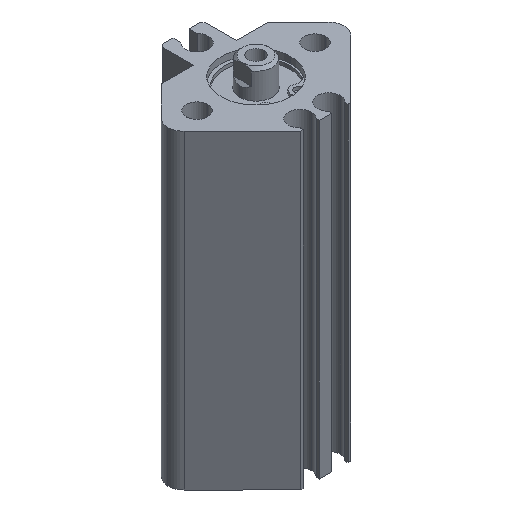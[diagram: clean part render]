
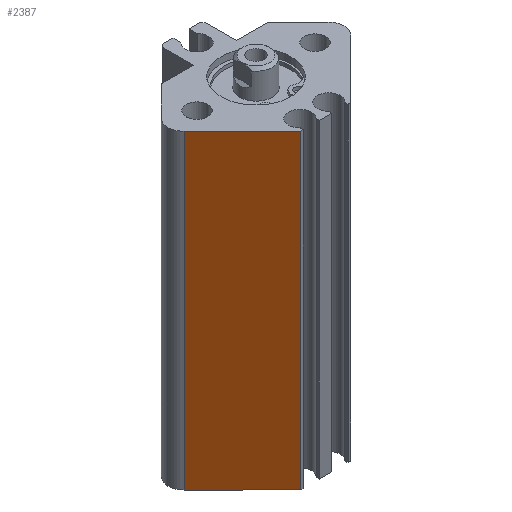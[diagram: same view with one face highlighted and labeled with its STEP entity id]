
A CAD part, isometric view. The second image highlights one B-rep face of the part: STEP entity #2387.
In plain terms, the highlighted planar face has unit normal (-0.707, -0.707, 0).
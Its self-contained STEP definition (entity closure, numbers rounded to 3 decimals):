
#83 = DIRECTION ( 'NONE',  ( -0.707, 0.707, 0. ) ) ;
#134 = CARTESIAN_POINT ( 'NONE',  ( -8.839, -8.839, -29. ) ) ;
#177 = DIRECTION ( 'NONE',  ( 0., 0., 1. ) ) ;
#192 = VERTEX_POINT ( 'NONE', #1878 ) ;
#267 = FACE_OUTER_BOUND ( 'NONE', #2771, .T. ) ;
#281 = LINE ( 'NONE', #2034, #3620 ) ;
#372 = DIRECTION ( 'NONE',  ( 0., 0., -1. ) ) ;
#425 = CARTESIAN_POINT ( 'NONE',  ( -15.556, -2.121, 29. ) ) ;
#480 = DIRECTION ( 'NONE',  ( -0.707, 0.707, 0. ) ) ;
#502 = CARTESIAN_POINT ( 'NONE',  ( -15.556, -2.121, -29. ) ) ;
#727 = ORIENTED_EDGE ( 'NONE', *, *, #3059, .T. ) ;
#794 = CARTESIAN_POINT ( 'NONE',  ( -8.839, -8.839, 29. ) ) ;
#818 = EDGE_CURVE ( 'NONE', #3402, #1255, #853, .T. ) ;
#835 = VERTEX_POINT ( 'NONE', #3919 ) ;
#853 = LINE ( 'NONE', #2320, #4193 ) ;
#979 = LINE ( 'NONE', #134, #2597 ) ;
#1138 = EDGE_CURVE ( 'NONE', #192, #3402, #281, .T. ) ;
#1255 = VERTEX_POINT ( 'NONE', #502 ) ;
#1409 = ORIENTED_EDGE ( 'NONE', *, *, #818, .T. ) ;
#1437 = DIRECTION ( 'NONE',  ( 0.707, -0.707, 0. ) ) ;
#1878 = CARTESIAN_POINT ( 'NONE',  ( -4.678, -13., 29. ) ) ;
#2034 = CARTESIAN_POINT ( 'NONE',  ( -8.839, -8.839, 29. ) ) ;
#2055 = PLANE ( 'NONE',  #2750 ) ;
#2305 = VECTOR ( 'NONE', #177, 1000. ) ;
#2320 = CARTESIAN_POINT ( 'NONE',  ( -15.556, -2.121, 29. ) ) ;
#2387 = ADVANCED_FACE ( 'NONE', ( #267 ), #2055, .T. ) ;
#2597 = VECTOR ( 'NONE', #480, 1000. ) ;
#2750 = AXIS2_PLACEMENT_3D ( 'NONE', #794, #3374, #1437 ) ;
#2771 = EDGE_LOOP ( 'NONE', ( #3403, #1409, #2831, #727 ) ) ;
#2831 = ORIENTED_EDGE ( 'NONE', *, *, #2946, .F. ) ;
#2946 = EDGE_CURVE ( 'NONE', #835, #1255, #979, .T. ) ;
#3059 = EDGE_CURVE ( 'NONE', #835, #192, #4011, .T. ) ;
#3374 = DIRECTION ( 'NONE',  ( -0.707, -0.707, 0. ) ) ;
#3402 = VERTEX_POINT ( 'NONE', #425 ) ;
#3403 = ORIENTED_EDGE ( 'NONE', *, *, #1138, .T. ) ;
#3412 = CARTESIAN_POINT ( 'NONE',  ( -4.678, -13., -29. ) ) ;
#3620 = VECTOR ( 'NONE', #83, 1000. ) ;
#3919 = CARTESIAN_POINT ( 'NONE',  ( -4.678, -13., -29. ) ) ;
#4011 = LINE ( 'NONE', #3412, #2305 ) ;
#4193 = VECTOR ( 'NONE', #372, 1000. ) ;
